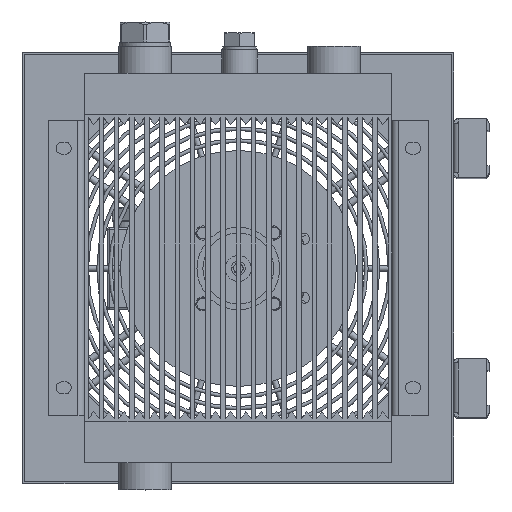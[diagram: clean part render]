
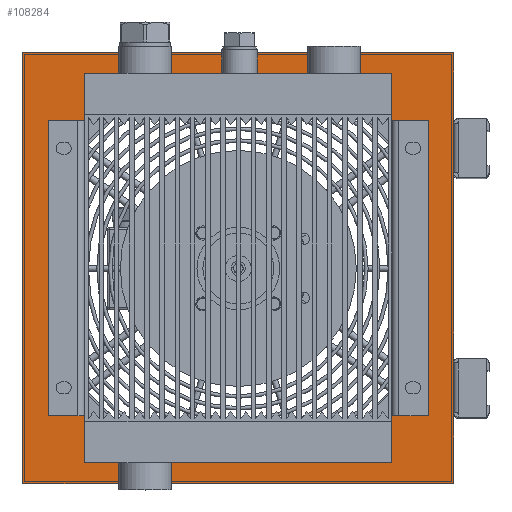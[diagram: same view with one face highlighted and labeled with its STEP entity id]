
A CAD part, top view. The second image highlights one B-rep face of the part: STEP entity #108284.
In plain terms, the highlighted planar face has unit normal (0, 0, 1).
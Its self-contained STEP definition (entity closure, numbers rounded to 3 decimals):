
#101583=CARTESIAN_POINT('',(-136.,-125.,-32.5));
#101584=VERTEX_POINT('',#101583);
#101667=CARTESIAN_POINT('',(-161.,-125.,-32.5));
#101668=VERTEX_POINT('',#101667);
#101675=CARTESIAN_POINT('',(-136.,-125.,-32.5));
#101676=DIRECTION('',(-1.0,0.0,0.0));
#101677=VECTOR('',#101676,25.0);
#101678=LINE('',#101675,#101677);
#101679=EDGE_CURVE('',#101584,#101668,#101678,.T.);
#101775=CARTESIAN_POINT('',(-161.0,125.,-32.5));
#101776=VERTEX_POINT('',#101775);
#101783=CARTESIAN_POINT('',(-161.,-125.,-32.5));
#101784=DIRECTION('',(0.0,1.0,0.0));
#101785=VECTOR('',#101784,250.0);
#101786=LINE('',#101783,#101785);
#101787=EDGE_CURVE('',#101668,#101776,#101786,.T.);
#102217=CARTESIAN_POINT('',(-136.0,125.,-32.5));
#102218=VERTEX_POINT('',#102217);
#102228=CARTESIAN_POINT('',(-161.0,125.,-32.5));
#102229=DIRECTION('',(1.0,0.0,0.0));
#102230=VECTOR('',#102229,25.0);
#102231=LINE('',#102228,#102230);
#102232=EDGE_CURVE('',#101776,#102218,#102231,.T.);
#102265=CARTESIAN_POINT('',(-136.,-125.,-32.5));
#102266=DIRECTION('',(0.0,1.0,0.0));
#102267=VECTOR('',#102266,250.0);
#102268=LINE('',#102265,#102267);
#102269=EDGE_CURVE('',#101584,#102218,#102268,.T.);
#102281=CARTESIAN_POINT('',(136.,125.,-32.5));
#102282=VERTEX_POINT('',#102281);
#102365=CARTESIAN_POINT('',(161.0,125.,-32.5));
#102366=VERTEX_POINT('',#102365);
#102373=CARTESIAN_POINT('',(136.,125.,-32.5));
#102374=DIRECTION('',(1.0,0.0,0.0));
#102375=VECTOR('',#102374,25.);
#102376=LINE('',#102373,#102375);
#102377=EDGE_CURVE('',#102282,#102366,#102376,.T.);
#102473=CARTESIAN_POINT('',(161.,-125.,-32.5));
#102474=VERTEX_POINT('',#102473);
#102481=CARTESIAN_POINT('',(161.0,125.,-32.5));
#102482=DIRECTION('',(0.0,-1.0,0.0));
#102483=VECTOR('',#102482,250.0);
#102484=LINE('',#102481,#102483);
#102485=EDGE_CURVE('',#102366,#102474,#102484,.T.);
#102915=CARTESIAN_POINT('',(136.,-125.,-32.5));
#102916=VERTEX_POINT('',#102915);
#102926=CARTESIAN_POINT('',(161.,-125.,-32.5));
#102927=DIRECTION('',(-1.0,0.0,0.0));
#102928=VECTOR('',#102927,25.0);
#102929=LINE('',#102926,#102928);
#102930=EDGE_CURVE('',#102474,#102916,#102929,.T.);
#102963=CARTESIAN_POINT('',(136.,125.,-32.5));
#102964=DIRECTION('',(0.0,-1.0,0.0));
#102965=VECTOR('',#102964,250.0);
#102966=LINE('',#102963,#102965);
#102967=EDGE_CURVE('',#102282,#102916,#102966,.T.);
#107178=CARTESIAN_POINT('',(-182.5,-182.5,-32.5));
#107179=VERTEX_POINT('',#107178);
#107186=CARTESIAN_POINT('',(-182.5,182.5,-32.5));
#107187=VERTEX_POINT('',#107186);
#107188=CARTESIAN_POINT('',(-182.5,-182.5,-32.5));
#107189=DIRECTION('',(0.0,1.0,0.0));
#107190=VECTOR('',#107189,365.0);
#107191=LINE('',#107188,#107190);
#107192=EDGE_CURVE('',#107179,#107187,#107191,.T.);
#107210=CARTESIAN_POINT('',(182.5,182.5,-32.5));
#107211=VERTEX_POINT('',#107210);
#107212=CARTESIAN_POINT('',(-182.5,182.5,-32.5));
#107213=DIRECTION('',(1.0,0.0,0.0));
#107214=VECTOR('',#107213,365.0);
#107215=LINE('',#107212,#107214);
#107216=EDGE_CURVE('',#107187,#107211,#107215,.T.);
#107277=CARTESIAN_POINT('',(182.5,-182.5,-32.5));
#107278=VERTEX_POINT('',#107277);
#107285=CARTESIAN_POINT('',(182.5,-182.5,-32.5));
#107286=DIRECTION('',(-1.0,0.0,0.0));
#107287=VECTOR('',#107286,365.0);
#107288=LINE('',#107285,#107287);
#107289=EDGE_CURVE('',#107278,#107179,#107288,.T.);
#107867=CARTESIAN_POINT('',(-129.,127.0,-32.5));
#107868=VERTEX_POINT('',#107867);
#107875=CARTESIAN_POINT('',(-129.0,-127.,-32.5));
#107876=VERTEX_POINT('',#107875);
#107877=CARTESIAN_POINT('',(-129.0,-127.,-32.5));
#107878=DIRECTION('',(0.0,1.0,0.0));
#107879=VECTOR('',#107878,254.);
#107880=LINE('',#107877,#107879);
#107881=EDGE_CURVE('',#107876,#107868,#107880,.T.);
#107898=CARTESIAN_POINT('',(129.0,127.,-32.5));
#107899=VERTEX_POINT('',#107898);
#107906=CARTESIAN_POINT('',(-129.,127.0,-32.5));
#107907=DIRECTION('',(1.0,0.0,0.0));
#107908=VECTOR('',#107907,258.0);
#107909=LINE('',#107906,#107908);
#107910=EDGE_CURVE('',#107868,#107899,#107909,.T.);
#107922=CARTESIAN_POINT('',(129.0,-127.,-32.5));
#107923=VERTEX_POINT('',#107922);
#107930=CARTESIAN_POINT('',(129.0,127.,-32.5));
#107931=DIRECTION('',(0.0,-1.0,0.0));
#107932=VECTOR('',#107931,254.);
#107933=LINE('',#107930,#107932);
#107934=EDGE_CURVE('',#107899,#107923,#107933,.T.);
#107947=CARTESIAN_POINT('',(129.0,-127.,-32.5));
#107948=DIRECTION('',(-1.0,0.0,0.0));
#107949=VECTOR('',#107948,258.0);
#107950=LINE('',#107947,#107949);
#107951=EDGE_CURVE('',#107923,#107876,#107950,.T.);
#108218=CARTESIAN_POINT('',(0.,0.,-32.5));
#108219=DIRECTION('',(0.0,0.0,-1.0));
#108220=DIRECTION('',(0.0,-1.0,0.0));
#108221=AXIS2_PLACEMENT_3D('',#108218,#108219,#108220);
#108222=PLANE('',#108221);
#108223=ORIENTED_EDGE('',*,*,#107216,.F.);
#108224=ORIENTED_EDGE('',*,*,#107192,.F.);
#108225=ORIENTED_EDGE('',*,*,#107289,.F.);
#108226=CARTESIAN_POINT('',(182.5,-122.5,-32.5));
#108227=VERTEX_POINT('',#108226);
#108228=CARTESIAN_POINT('',(182.5,-122.5,-32.5));
#108229=DIRECTION('',(0.0,-1.0,0.0));
#108230=VECTOR('',#108229,60.);
#108231=LINE('',#108228,#108230);
#108232=EDGE_CURVE('',#108227,#107278,#108231,.T.);
#108233=ORIENTED_EDGE('',*,*,#108232,.F.);
#108234=CARTESIAN_POINT('',(182.5,-80.5,-32.5));
#108235=VERTEX_POINT('',#108234);
#108236=CARTESIAN_POINT('',(182.5,-80.5,-32.5));
#108237=DIRECTION('',(0.0,-1.0,0.0));
#108238=VECTOR('',#108237,42.0);
#108239=LINE('',#108236,#108238);
#108240=EDGE_CURVE('',#108235,#108227,#108239,.T.);
#108241=ORIENTED_EDGE('',*,*,#108240,.F.);
#108242=CARTESIAN_POINT('',(182.5,80.5,-32.5));
#108243=VERTEX_POINT('',#108242);
#108244=CARTESIAN_POINT('',(182.5,80.5,-32.5));
#108245=DIRECTION('',(0.0,-1.0,0.0));
#108246=VECTOR('',#108245,161.);
#108247=LINE('',#108244,#108246);
#108248=EDGE_CURVE('',#108243,#108235,#108247,.T.);
#108249=ORIENTED_EDGE('',*,*,#108248,.F.);
#108250=CARTESIAN_POINT('',(182.5,122.5,-32.5));
#108251=VERTEX_POINT('',#108250);
#108252=CARTESIAN_POINT('',(182.5,122.5,-32.5));
#108253=DIRECTION('',(0.0,-1.0,0.0));
#108254=VECTOR('',#108253,42.);
#108255=LINE('',#108252,#108254);
#108256=EDGE_CURVE('',#108251,#108243,#108255,.T.);
#108257=ORIENTED_EDGE('',*,*,#108256,.F.);
#108258=CARTESIAN_POINT('',(182.5,182.5,-32.5));
#108259=DIRECTION('',(0.0,-1.0,0.0));
#108260=VECTOR('',#108259,60.);
#108261=LINE('',#108258,#108260);
#108262=EDGE_CURVE('',#107211,#108251,#108261,.T.);
#108263=ORIENTED_EDGE('',*,*,#108262,.F.);
#108264=EDGE_LOOP('',(#108223,#108224,#108225,#108233,#108241,#108249,#108257,#108263));
#108265=FACE_OUTER_BOUND('',#108264,.T.);
#108266=ORIENTED_EDGE('',*,*,#102967,.F.);
#108267=ORIENTED_EDGE('',*,*,#102377,.T.);
#108268=ORIENTED_EDGE('',*,*,#102485,.T.);
#108269=ORIENTED_EDGE('',*,*,#102930,.T.);
#108270=EDGE_LOOP('',(#108266,#108267,#108268,#108269));
#108271=FACE_BOUND('',#108270,.T.);
#108272=ORIENTED_EDGE('',*,*,#102269,.F.);
#108273=ORIENTED_EDGE('',*,*,#101679,.T.);
#108274=ORIENTED_EDGE('',*,*,#101787,.T.);
#108275=ORIENTED_EDGE('',*,*,#102232,.T.);
#108276=EDGE_LOOP('',(#108272,#108273,#108274,#108275));
#108277=FACE_BOUND('',#108276,.T.);
#108278=ORIENTED_EDGE('',*,*,#107951,.T.);
#108279=ORIENTED_EDGE('',*,*,#107881,.T.);
#108280=ORIENTED_EDGE('',*,*,#107910,.T.);
#108281=ORIENTED_EDGE('',*,*,#107934,.T.);
#108282=EDGE_LOOP('',(#108278,#108279,#108280,#108281));
#108283=FACE_BOUND('',#108282,.T.);
#108284=ADVANCED_FACE('',(#108265,#108271,#108277,#108283),#108222,.F.);
